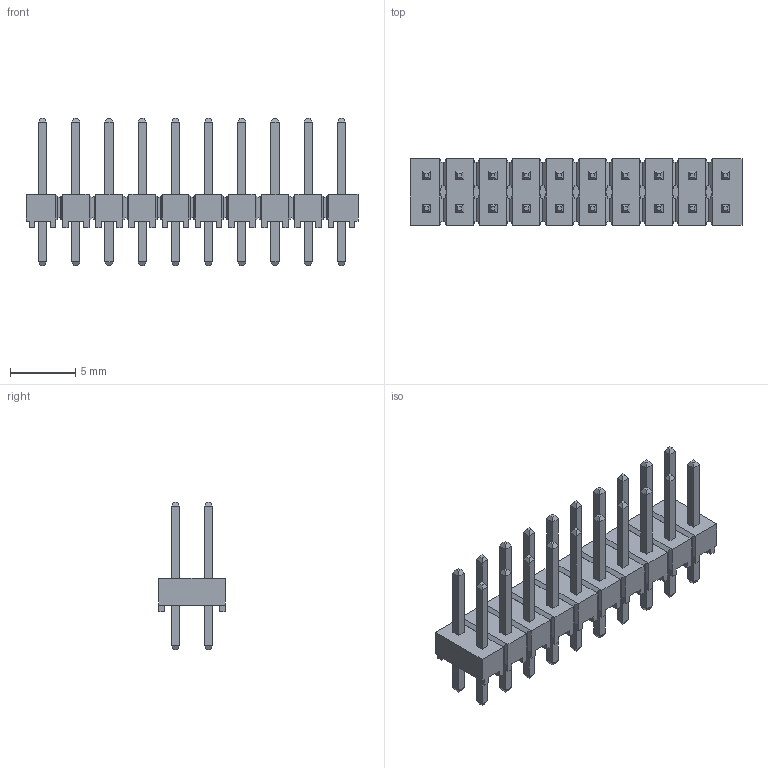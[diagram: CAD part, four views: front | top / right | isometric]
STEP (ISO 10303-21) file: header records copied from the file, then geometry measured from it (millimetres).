
FILE_DESCRIPTION(('FreeCAD Model'),'2;1');
FILE_NAME('Compound.step','2017-10-10T20:28:04',( 'kicad StepUp'),('ksu MCAD'),'Open CASCADE STEP processor 7.1', 'FreeCAD','Unknown');
FILE_SCHEMA(('AUTOMOTIVE_DESIGN_CC2 { 1 2 10303 214 -1 1 5 4 }'));
Length unit declared in the file: millimetre
Products named in the file (1): Compound
Bounding box: 25.4 x 5.08 x 11.3 mm (x, y, z)
Volume: 333.1 mm3; surface area: 1279.5 mm2
Topology: 2 solids, 2 shells, 828 faces, 2066 edges, 1264 vertices
Faces by surface type: plane 828
Entity records: 29593 total; most frequent: CARTESIAN_POINT 4159, ORIENTED_EDGE 4132, DIRECTION 3724, EDGE_CURVE 2066, LINE 2066, VECTOR 2066, VERTEX_POINT 1264, FACE_BOUND 908
